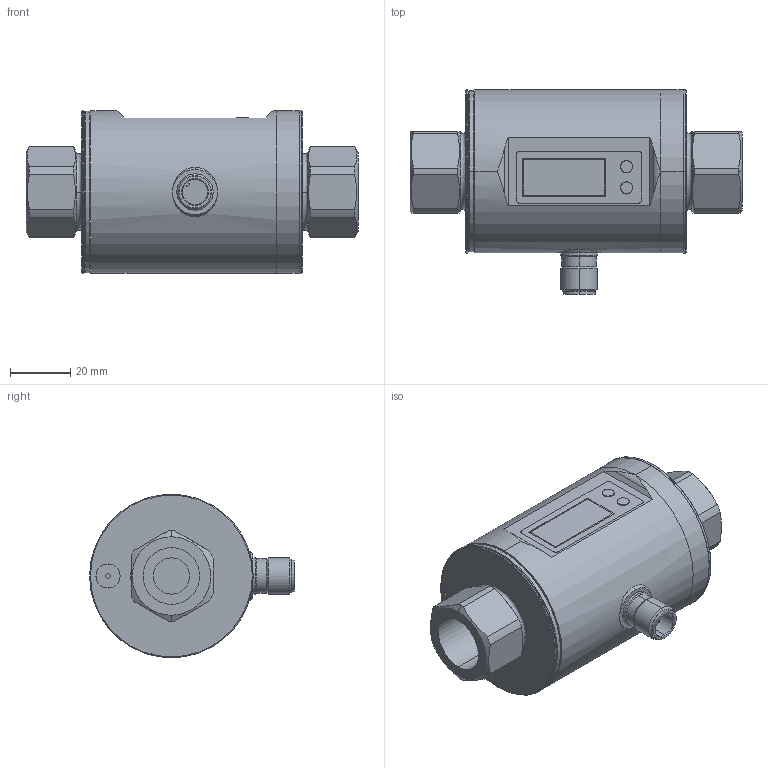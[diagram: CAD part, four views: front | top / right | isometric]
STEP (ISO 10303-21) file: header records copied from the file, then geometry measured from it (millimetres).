
FILE_DESCRIPTION (( 'STEP AP214' ), '1' );
FILE_NAME ('FMM50-1001.STEP', '2015-11-04T12:21:32', ( '' ), ( '' ), 'SwSTEP 2.0', 'SolidWorks 2015', '' );
FILE_SCHEMA (( 'AUTOMOTIVE_DESIGN' ));
Length unit declared in the file: millimetre
Products named in the file (1): FMM50-1001
Bounding box: 109.99 x 67.85 x 54.2 mm (x, y, z)
Volume: 54735.3 mm3; surface area: 55987.4 mm2
Topology: 12 solids, 14 shells, 226 faces, 505 edges, 322 vertices
Faces by surface type: cylinder 97, plane 90, cone 33, bspline 4, torus 2
Entity records: 6772 total; most frequent: CARTESIAN_POINT 1460, DIRECTION 1153, ORIENTED_EDGE 1002, EDGE_CURVE 501, AXIS2_PLACEMENT_3D 471, VERTEX_POINT 322, EDGE_LOOP 263, CIRCLE 248
